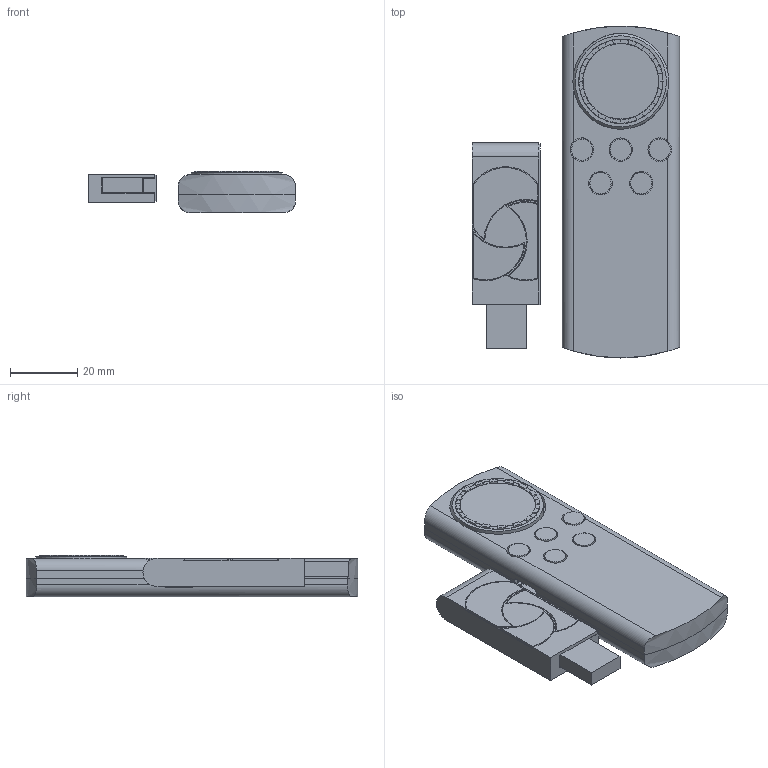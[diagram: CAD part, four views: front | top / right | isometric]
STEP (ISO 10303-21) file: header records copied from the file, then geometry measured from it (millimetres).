
FILE_DESCRIPTION(/* description */ (''),/* implementation_level */ '2;1');
FILE_NAME(/* name */ 'Remote_mark2.2 v1.step',/* time_stamp */ '2020-07-19T20:32:28+02:00',/* author */ (''),/* organization */ (''),/* preprocessor_version */ 'ST-DEVELOPER v18.1',/* originating_system */ 'Autodesk Translation Framework v9.3.0.1241',/* authorisation */ '');
FILE_SCHEMA (('AUTOMOTIVE_DESIGN { 1 0 10303 214 3 1 1 }'));
Length unit declared in the file: millimetre
Products named in the file (30): Remote_mark2.2; Remote_Mark2_derive v86; Remote; PCB; NRF24; ATMEGA328P_TQFP; TP4056; TAC_SWITCHSMD; RGB_LED; 22R; NX7002AK; AP7313; LL4148 ; OSHW-LOGOS; 10uF; 0.4R; 1uF; PAD_POGO_PIN; Hardware; Skrutka; zavit; Buttons; Bottom; Top; li-po 500mah; Knob; mid; out; ring; receiver
Assembly tree (82 placements, depth 5):
  Remote_mark2.2
    Remote_Mark2_derive v86
      Remote
        PCB
          NRF24
          ATMEGA328P_TQFP
          TP4056
          TAC_SWITCHSMD  x5
          RGB_LED  x11
          22R  x21
          NX7002AK  x3
          AP7313
          LL4148   x8
          OSHW-LOGOS
          10uF  x2
          0.4R
          1uF  x3
          PAD_POGO_PIN  x8
        Hardware
          Skrutka
          zavit
        Buttons
        Bottom
        Top
      li-po 500mah
      Knob
        mid
        out
        ring
      receiver
Bounding box: 61.75 x 99 x 12.35 mm (x, y, z)
Volume: 35935.6 mm3; surface area: 41949.5 mm2
Topology: 88 solids, 90 shells, 1239 faces, 3088 edges, 2046 vertices
Faces by surface type: plane 862, cylinder 329, bspline 31, cone 13, torus 4
Full cylindrical faces by diameter (mm): 0.1 x5, 0.35 x130, 0.65 x2, 1 x2, 1.478 x3, 1.6 x2, 1.623 x4, 1.8 x5, 1.933 x7, 2 x2, 2.074 x1, 2.3 x1, 3.3 x2, 3.8 x1, 4 x1, 4.3 x3, 4.7 x3, 6.3 x6, 6.7 x1, 7 x5, 9 x1, 14.3 x1, 22.5 x1, 22.7 x1, 24.96 x1, 25.2 x1, 27.2 x1, 28.6 x1, 29.6 x1
Entity records: 33539 total; most frequent: CARTESIAN_POINT 9036, DIRECTION 4867, ORIENTED_EDGE 4760, EDGE_CURVE 2380, AXIS2_PLACEMENT_3D 1707, VERTEX_POINT 1574, LINE 1453, VECTOR 1453
